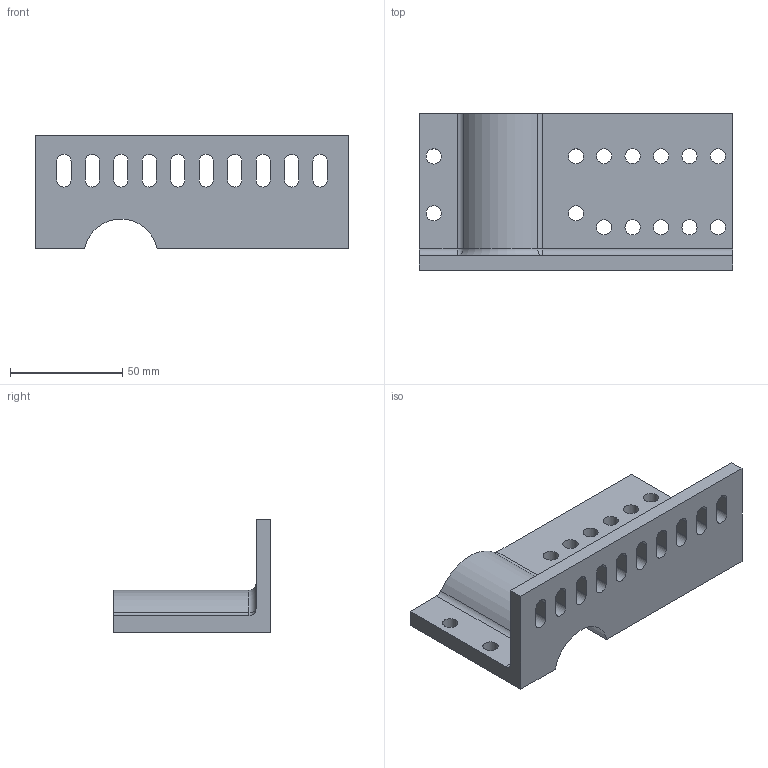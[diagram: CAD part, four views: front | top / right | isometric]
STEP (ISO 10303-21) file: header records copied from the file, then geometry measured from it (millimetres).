
FILE_DESCRIPTION(/* description */ (''),/* implementation_level */ '2;1');
FILE_NAME(/* name */ 'CLAMP2STEP2.stp',/* time_stamp */ '2022-02-17T20:54:23-06:00',/* author */ ('23ts01'),/* organization */ (''),/* preprocessor_version */ 'ST-DEVELOPER v18.1',/* originating_system */ 'Autodesk Inventor 2022',/* authorisation */ '');
FILE_SCHEMA (('AUTOMOTIVE_DESIGN { 1 0 10303 214 3 1 1 }'));
Length unit declared in the file: inch
Products named in the file (1): CLAMP2
Bounding box: 139.7 x 69.85 x 50.8 mm (x, y, z)
Volume: 126151.1 mm3; surface area: 39250.8 mm2
Topology: 1 solids, 1 shells, 73 faces, 207 edges, 136 vertices
Faces by surface type: cylinder 40, plane 30, sphere 2, torus 1
Full cylindrical faces by diameter (mm): 6.756 x14
Entity records: 2535 total; most frequent: DIRECTION 438, CARTESIAN_POINT 417, ORIENTED_EDGE 414, EDGE_CURVE 207, AXIS2_PLACEMENT_3D 157, VERTEX_POINT 136, LINE 124, VECTOR 124
